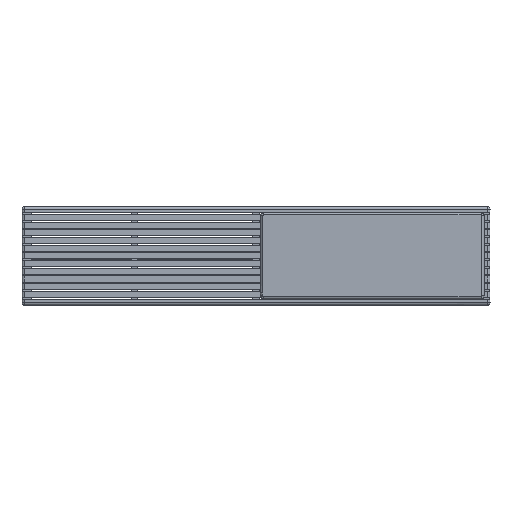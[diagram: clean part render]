
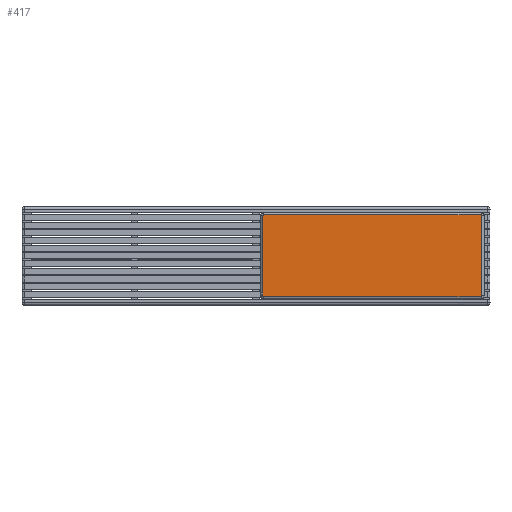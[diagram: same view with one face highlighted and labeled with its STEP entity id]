
A CAD part, top view. The second image highlights one B-rep face of the part: STEP entity #417.
In plain terms, the highlighted planar face has unit normal (0, 0, 1).
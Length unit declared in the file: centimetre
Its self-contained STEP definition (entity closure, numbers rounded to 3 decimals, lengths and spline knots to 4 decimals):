
#417=ADVANCED_FACE('',(#692),#4039,.T.);
#692=FACE_OUTER_BOUND('',#967,.T.);
#967=EDGE_LOOP('',(#1244,#1245,#1246,#1247,#1248,#1249,#1250,#1251,#1252));
#1244=ORIENTED_EDGE('',*,*,#2414,.T.);
#1245=ORIENTED_EDGE('',*,*,#2432,.T.);
#1246=ORIENTED_EDGE('',*,*,#2415,.T.);
#1247=ORIENTED_EDGE('',*,*,#2437,.T.);
#1248=ORIENTED_EDGE('',*,*,#2416,.T.);
#1249=ORIENTED_EDGE('',*,*,#2417,.T.);
#1250=ORIENTED_EDGE('',*,*,#2421,.T.);
#1251=ORIENTED_EDGE('',*,*,#2418,.T.);
#1252=ORIENTED_EDGE('',*,*,#2427,.T.);
#2414=EDGE_CURVE('',#3588,#3589,#3139,.T.);
#2415=EDGE_CURVE('',#3590,#3591,#3140,.T.);
#2416=EDGE_CURVE('',#3592,#3593,#3141,.T.);
#2417=EDGE_CURVE('',#3593,#3594,#3142,.T.);
#2418=EDGE_CURVE('',#3595,#3596,#3143,.T.);
#2421=EDGE_CURVE('',#3594,#3595,#3002,.T.);
#2427=EDGE_CURVE('',#3596,#3588,#3008,.T.);
#2432=EDGE_CURVE('',#3589,#3590,#3013,.T.);
#2437=EDGE_CURVE('',#3591,#3592,#3018,.T.);
#3002=(
BOUNDED_CURVE()
B_SPLINE_CURVE(3,(#5148,#5149,#5150,#5151,#5152,#5153),.UNSPECIFIED.,.F.,
 .F.)
B_SPLINE_CURVE_WITH_KNOTS((4,1,1,4),(-0.5664,-0.3547,
-0.2114,-0.0009),.UNSPECIFIED.)
CURVE()
GEOMETRIC_REPRESENTATION_ITEM()
RATIONAL_B_SPLINE_CURVE((1.,1.,1.,1.,1.,
1.))
REPRESENTATION_ITEM('')
);
#3008=(
BOUNDED_CURVE()
B_SPLINE_CURVE(3,(#5171,#5172,#5173,#5174,#5175,#5176),.UNSPECIFIED.,.F.,
 .F.)
B_SPLINE_CURVE_WITH_KNOTS((4,1,1,4),(-0.5664,-0.3547,
-0.2114,-0.0009),.UNSPECIFIED.)
CURVE()
GEOMETRIC_REPRESENTATION_ITEM()
RATIONAL_B_SPLINE_CURVE((1.,1.,1.,1.,1.,1.))
REPRESENTATION_ITEM('')
);
#3013=(
BOUNDED_CURVE()
B_SPLINE_CURVE(3,(#5191,#5192,#5193,#5194,#5195,#5196),.UNSPECIFIED.,.F.,
 .F.)
B_SPLINE_CURVE_WITH_KNOTS((4,1,1,4),(-0.5664,-0.3547,
-0.2114,-0.0009),.UNSPECIFIED.)
CURVE()
GEOMETRIC_REPRESENTATION_ITEM()
RATIONAL_B_SPLINE_CURVE((1.,1.,1.,1.,1.,1.))
REPRESENTATION_ITEM('')
);
#3018=(
BOUNDED_CURVE()
B_SPLINE_CURVE(3,(#5211,#5212,#5213,#5214,#5215,#5216),.UNSPECIFIED.,.F.,
 .F.)
B_SPLINE_CURVE_WITH_KNOTS((4,1,1,4),(-0.5664,-0.3547,
-0.2114,-0.0009),.UNSPECIFIED.)
CURVE()
GEOMETRIC_REPRESENTATION_ITEM()
RATIONAL_B_SPLINE_CURVE((1.,1.,1.,1.,1.,1.))
REPRESENTATION_ITEM('')
);
#3139=B_SPLINE_CURVE_WITH_KNOTS('',1,(#5133,#5134),.UNSPECIFIED.,.F.,.F.,
(2,2),(-33.,0.),.UNSPECIFIED.);
#3140=B_SPLINE_CURVE_WITH_KNOTS('',1,(#5135,#5136),.UNSPECIFIED.,.F.,.F.,
(2,2),(-89.6,0.),.UNSPECIFIED.);
#3141=B_SPLINE_CURVE_WITH_KNOTS('',1,(#5137,#5138),.UNSPECIFIED.,.F.,.F.,
(2,2),(-31.787,0.),.UNSPECIFIED.);
#3142=B_SPLINE_CURVE_WITH_KNOTS('',1,(#5139,#5140),.UNSPECIFIED.,.F.,.F.,
(2,2),(0.,1.213),.UNSPECIFIED.);
#3143=B_SPLINE_CURVE_WITH_KNOTS('',1,(#5141,#5142),.UNSPECIFIED.,.F.,.F.,
(2,2),(-89.6,0.),.UNSPECIFIED.);
#3588=VERTEX_POINT('',#5097);
#3589=VERTEX_POINT('',#5098);
#3590=VERTEX_POINT('',#5099);
#3591=VERTEX_POINT('',#5100);
#3592=VERTEX_POINT('',#5101);
#3593=VERTEX_POINT('',#5102);
#3594=VERTEX_POINT('',#5103);
#3595=VERTEX_POINT('',#5104);
#3596=VERTEX_POINT('',#5105);
#4039=PLANE('',#4286);
#4286=AXIS2_PLACEMENT_3D('',#4809,#4547,$);
#4547=DIRECTION('',(0.,0.,1.));
#4809=CARTESIAN_POINT('',(192.2417,-0.1519,46.6895));
#5097=CARTESIAN_POINT('',(185.8638,3.8,46.6895));
#5098=CARTESIAN_POINT('',(185.8638,36.8,46.6895));
#5099=CARTESIAN_POINT('',(185.5,37.1638,46.6895));
#5100=CARTESIAN_POINT('',(95.9,37.1638,46.6895));
#5101=CARTESIAN_POINT('',(95.5362,36.8,46.6895));
#5102=CARTESIAN_POINT('',(95.5362,5.013,46.6895));
#5103=CARTESIAN_POINT('',(95.5362,3.8,46.6895));
#5104=CARTESIAN_POINT('',(95.9,3.4362,46.6895));
#5105=CARTESIAN_POINT('',(185.5,3.4362,46.6895));
#5133=CARTESIAN_POINT('',(185.8638,3.8,46.6895));
#5134=CARTESIAN_POINT('',(185.8638,36.8,46.6895));
#5135=CARTESIAN_POINT('',(185.5,37.1638,46.6895));
#5136=CARTESIAN_POINT('',(95.9,37.1638,46.6895));
#5137=CARTESIAN_POINT('',(95.5362,36.8,46.6895));
#5138=CARTESIAN_POINT('',(95.5362,5.013,46.6895));
#5139=CARTESIAN_POINT('',(95.5362,5.013,46.6895));
#5140=CARTESIAN_POINT('',(95.5362,3.8,46.6895));
#5141=CARTESIAN_POINT('',(95.9,3.4362,46.6895));
#5142=CARTESIAN_POINT('',(185.5,3.4362,46.6895));
#5148=CARTESIAN_POINT('',(95.5362,3.8,46.6895));
#5149=CARTESIAN_POINT('',(95.5363,3.729,46.6895));
#5150=CARTESIAN_POINT('',(95.5717,3.6103,46.6895));
#5151=CARTESIAN_POINT('',(95.7074,3.4747,46.6895));
#5152=CARTESIAN_POINT('',(95.8246,3.4369,46.6895));
#5153=CARTESIAN_POINT('',(95.9,3.4362,46.6895));
#5171=CARTESIAN_POINT('',(185.5,3.4362,46.6895));
#5172=CARTESIAN_POINT('',(185.571,3.4363,46.6895));
#5173=CARTESIAN_POINT('',(185.6897,3.4717,46.6895));
#5174=CARTESIAN_POINT('',(185.8253,3.6074,46.6895));
#5175=CARTESIAN_POINT('',(185.8631,3.7246,46.6895));
#5176=CARTESIAN_POINT('',(185.8638,3.8,46.6895));
#5191=CARTESIAN_POINT('',(185.8638,36.8,46.6895));
#5192=CARTESIAN_POINT('',(185.8637,36.871,46.6895));
#5193=CARTESIAN_POINT('',(185.8283,36.9897,46.6895));
#5194=CARTESIAN_POINT('',(185.6926,37.1253,46.6895));
#5195=CARTESIAN_POINT('',(185.5754,37.1631,46.6895));
#5196=CARTESIAN_POINT('',(185.5,37.1638,46.6895));
#5211=CARTESIAN_POINT('',(95.9,37.1638,46.6895));
#5212=CARTESIAN_POINT('',(95.829,37.1637,46.6895));
#5213=CARTESIAN_POINT('',(95.7103,37.1283,46.6895));
#5214=CARTESIAN_POINT('',(95.5747,36.9926,46.6895));
#5215=CARTESIAN_POINT('',(95.5369,36.8754,46.6895));
#5216=CARTESIAN_POINT('',(95.5362,36.8,46.6895));
